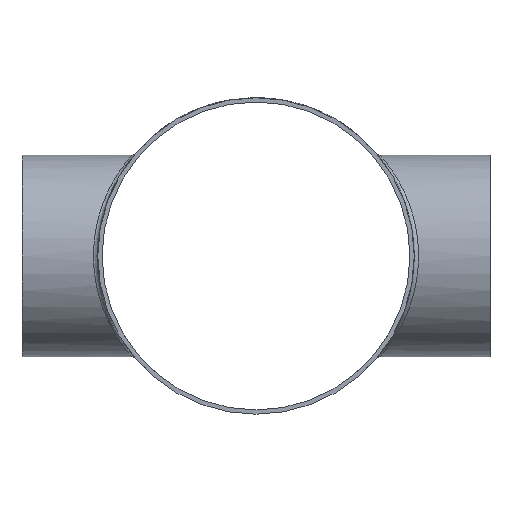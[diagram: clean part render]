
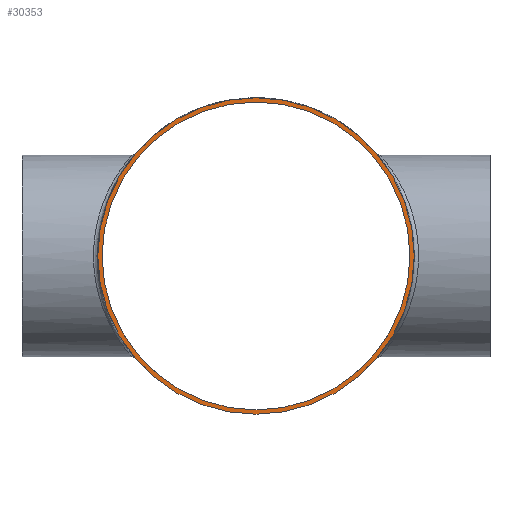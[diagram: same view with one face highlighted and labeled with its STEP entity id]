
A CAD part, left-side view. The second image highlights one B-rep face of the part: STEP entity #30353.
In plain terms, the highlighted planar face has unit normal (-1, 0, 0).
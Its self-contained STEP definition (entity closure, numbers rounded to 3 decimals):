
#1721 = VERTEX_POINT ( 'NONE', #24874 ) ;
#4789 = CARTESIAN_POINT ( 'NONE',  ( -178., 0., 0. ) ) ;
#5674 = ORIENTED_EDGE ( 'NONE', *, *, #14572, .T. ) ;
#6425 = CIRCLE ( 'NONE', #21571, 109.55 ) ;
#7403 = DIRECTION ( 'NONE',  ( -1., 0., 0. ) ) ;
#9799 = EDGE_CURVE ( 'NONE', #15977, #15977, #12642, .T. ) ;
#11124 = PLANE ( 'NONE',  #29872 ) ;
#12642 = CIRCLE ( 'NONE', #21143, 106.55 ) ;
#14572 = EDGE_CURVE ( 'NONE', #1721, #1721, #6425, .T. ) ;
#15428 = DIRECTION ( 'NONE',  ( 0., 0., 1. ) ) ;
#15571 = FACE_OUTER_BOUND ( 'NONE', #23047, .T. ) ;
#15977 = VERTEX_POINT ( 'NONE', #32972 ) ;
#18607 = CARTESIAN_POINT ( 'NONE',  ( -178., 0., 0. ) ) ;
#19390 = DIRECTION ( 'NONE',  ( -1., 0., 0. ) ) ;
#19941 = EDGE_LOOP ( 'NONE', ( #34747 ) ) ;
#21143 = AXIS2_PLACEMENT_3D ( 'NONE', #23609, #29781, #15428 ) ;
#21571 = AXIS2_PLACEMENT_3D ( 'NONE', #4789, #19390, #30884 ) ;
#23047 = EDGE_LOOP ( 'NONE', ( #5674 ) ) ;
#23609 = CARTESIAN_POINT ( 'NONE',  ( -178., 0., 0. ) ) ;
#24874 = CARTESIAN_POINT ( 'NONE',  ( -178., 0., 109.55 ) ) ;
#29781 = DIRECTION ( 'NONE',  ( -1., 0., 0. ) ) ;
#29872 = AXIS2_PLACEMENT_3D ( 'NONE', #18607, #7403, #33311 ) ;
#30353 = ADVANCED_FACE ( 'NONE', ( #36157, #15571 ), #11124, .T. ) ;
#30884 = DIRECTION ( 'NONE',  ( 0., 0., 1. ) ) ;
#32972 = CARTESIAN_POINT ( 'NONE',  ( -178., 0., 106.55 ) ) ;
#33311 = DIRECTION ( 'NONE',  ( 0., 0., 1. ) ) ;
#34747 = ORIENTED_EDGE ( 'NONE', *, *, #9799, .F. ) ;
#36157 = FACE_BOUND ( 'NONE', #19941, .T. ) ;
